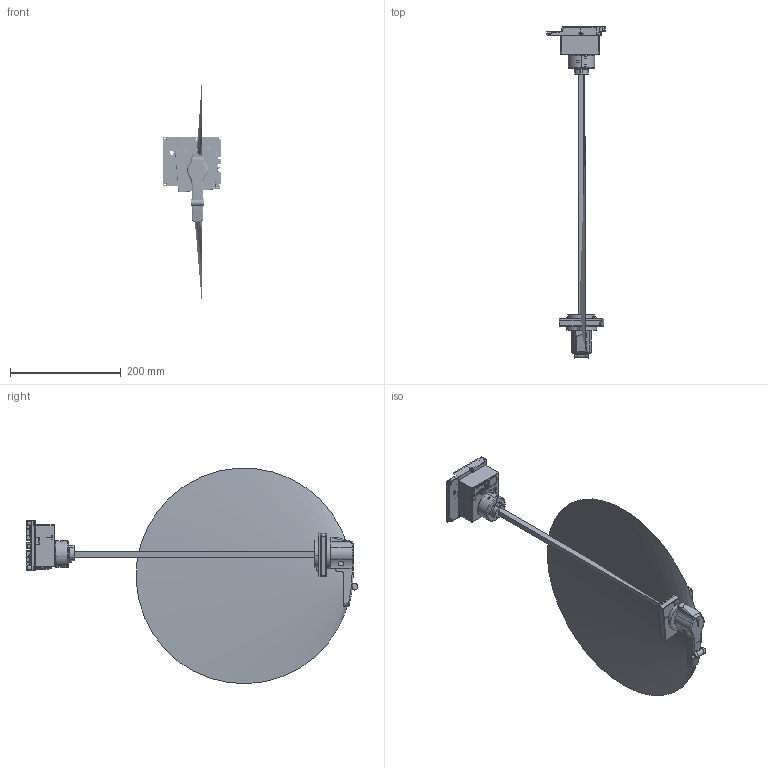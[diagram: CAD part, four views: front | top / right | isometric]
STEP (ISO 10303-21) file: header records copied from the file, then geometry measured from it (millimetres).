
FILE_DESCRIPTION((''),'2;1');
FILE_NAME('NM8-100JIACHANG_ASM','2020-11-04T16:11:58',('zhxmin'),(''),'CREO PARAMETRIC BY PTC INC, 2018020','CREO PARAMETRIC BY PTC INC, 2018020','');
FILE_SCHEMA(('CONFIG_CONTROL_DESIGN','SHAPE_APPEARANCE_LAYERS_GROUPS'));
Length unit declared in the file: metre
Products named in the file (83): 8ZTD-156-274; 8ZTD-253-223; 8ZTD-282-490; 8ZTD-585-392; 8ZTD-206-579; 8ZTD-232-091; 8ZTD-742-701; GB845_ST209X30-F-Z_SOLID_-10248; GB845_ST209X30-F-Z_QUILT_-10652; GB845_ST209X30-F-Z_SOLID_-10730; GB845_ST209X30-F-Z_QUILT_-11134; 8ZTD-233-211; 8ZTD-210-127; 8ZTD-156-278; 8ZTD-156-275; 8ZTD-585-393_SOLID_1; 8ZTD-585-393_QUILT_1; 8ZTD-585-393_QUILT_2; 8ZTD-585-393_QUILT_3; 8ZTD-282-491; 8ZTD-901-021_SOLID_1; 8ZTD-901-021_QUILT_1; GB78_5X6_SOLID_1; GB78_5X6_QUILT_1; 8ZTD-307-051-22878; 8ZTD-307-051-24052; 8ZTD-288-470; 8ZTD-234-066; 8ZTD-205-326; 8ZTD-310-107_SOLID_1; 8ZTD-310-107_QUILT_1; 8ZTD-310-107_QUILT_2; 8ZTD-585-394; 8ZTD-200-071; 8ZTD-271-122_SOLID_1; 8ZTD-271-122_QUILT_1; 8ZTD-206-580-43149; 8ZTD-206-580-43300; 8ZTD-156-276; GB818_M3X6-Z_SOLID_1 ...
Assembly tree (82 placements, depth 3):
  NM8-100JIACHANG_ASM
    NM8-100JIACHANG_1_ASM
      8ZTD-156-274
      8ZTD-253-223
      8ZTD-282-490
      8ZTD-585-392
      8ZTD-206-579
      8ZTD-232-091
      8ZTD-742-701
      GB845_ST209X30-F-Z_SOLID_-10248
      GB845_ST209X30-F-Z_QUILT_-10652
      GB845_ST209X30-F-Z_SOLID_-10730
      GB845_ST209X30-F-Z_QUILT_-11134
      8ZTD-233-211
      8ZTD-210-127
      8ZTD-156-278
      8ZTD-156-275
      8ZTD-585-393_SOLID_1
      8ZTD-585-393_QUILT_1
      8ZTD-585-393_QUILT_2
      8ZTD-585-393_QUILT_3
      8ZTD-282-491
      8ZTD-901-021_SOLID_1
      8ZTD-901-021_QUILT_1
      GB78_5X6_SOLID_1
      GB78_5X6_QUILT_1
      8ZTD-307-051-22878
      8ZTD-307-051-24052
      8ZTD-288-470
      8ZTD-234-066
      8ZTD-205-326
      8ZTD-310-107_SOLID_1
      8ZTD-310-107_QUILT_1
      8ZTD-310-107_QUILT_2
      8ZTD-585-394
      8ZTD-200-071
      8ZTD-271-122_SOLID_1
      8ZTD-271-122_QUILT_1
      8ZTD-206-580-43149
      8ZTD-206-580-43300
      8ZTD-156-276
      GB818_M3X6-Z_SOLID_1
      GB818_M3X6-Z_QUILT_1
      8ZTD-282-493
      8ZTD-200-072
      8ZTD-024-447
      8ZTD-950-154
      GB846_ST209X905-F-Z_SOLID-51065
      GB846_ST209X905-F-Z_QUILT-51754
      GB846_ST209X905-F-Z_SOLID-51850
      GB846_ST209X905-F-Z_QUILT-52539
      GB846_ST209X905-F-Z_SOLID-52635
      GB846_ST209X905-F-Z_QUILT-53324
      GB846_ST209X905-F-Z_SOLID-53420
      GB846_ST209X905-F-Z_QUILT-54109
      GB818_M4X10-Z_SOLID_1-54205
      GB818_M4X10-Z_QUILT_1-54606
      GB818_M4X10-Z_SOLID_1-54684
      GB818_M4X10-Z_QUILT_1-55085
      GB860-87-55163
Bounding box: 105 x 600.26 x 389.39 mm (x, y, z)
Volume: 212418.8 mm3; surface area: 368821 mm2
Topology: 60 solids, 83 shells, 6863 faces, 19202 edges, 12649 vertices
Faces by surface type: plane 5241, cylinder 1175, cone 159, torus 146, bspline 88, sphere 53, extrusion 1
Full cylindrical faces by diameter (mm): 390 x1
Entity records: 249294 total; most frequent: CARTESIAN_POINT 53512, ORIENTED_EDGE 38212, DIRECTION 36025, EDGE_CURVE 19151, VECTOR 14583, LINE 14582, VERTEX_POINT 12650, AXIS2_PLACEMENT_3D 10721
